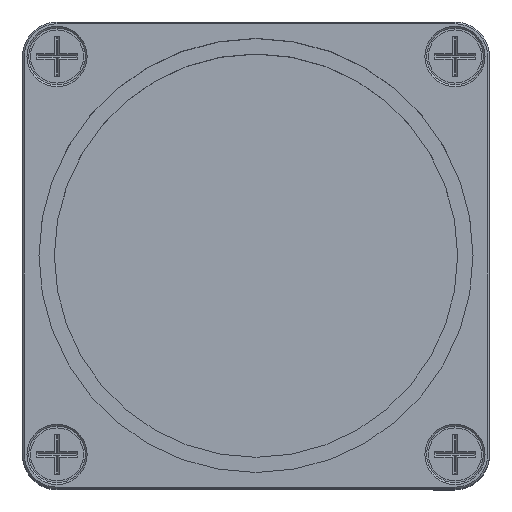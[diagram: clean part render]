
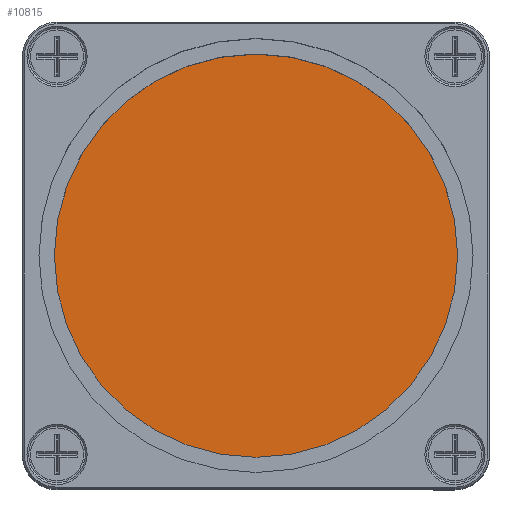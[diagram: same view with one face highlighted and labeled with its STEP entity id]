
A CAD part, top view. The second image highlights one B-rep face of the part: STEP entity #10815.
In plain terms, the highlighted face is planar.
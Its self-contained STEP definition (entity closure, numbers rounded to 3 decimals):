
#7621=FACE_OUTER_BOUND('',#27080,.T.);
#10815=ADVANCED_FACE('',(#7621),#12972,.F.);
#12972=PLANE('',#57904);
#27080=EDGE_LOOP('',(#39862));
#39862=ORIENTED_EDGE('',*,*,#52231,.F.);
#45627=VERTEX_POINT('',#84979);
#52231=EDGE_CURVE('',#45627,#45627,#54205,.T.);
#54205=CIRCLE('',#57901,12.5);
#57901=AXIS2_PLACEMENT_3D('',#84978,#70221,#70222);
#57904=AXIS2_PLACEMENT_3D('',#84982,#70227,#70228);
#70221=DIRECTION('',(0.,0.,1.));
#70222=DIRECTION('',(1.,0.,0.));
#70227=DIRECTION('',(0.,0.,1.));
#70228=DIRECTION('',(1.,0.,0.));
#84978=CARTESIAN_POINT('',(0.,0.,0.));
#84979=CARTESIAN_POINT('',(12.5,0.,0.));
#84982=CARTESIAN_POINT('',(0.,0.,0.));
